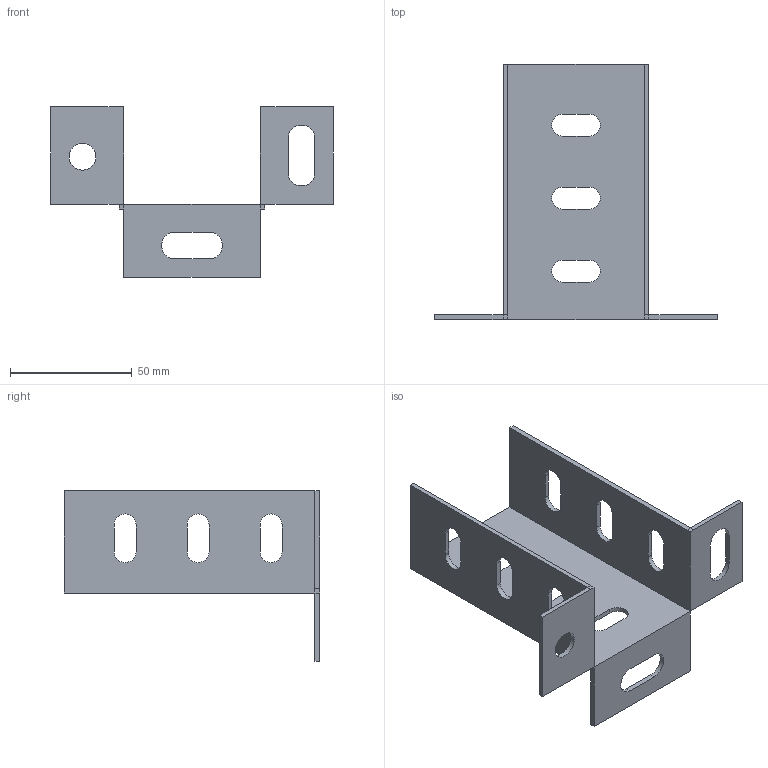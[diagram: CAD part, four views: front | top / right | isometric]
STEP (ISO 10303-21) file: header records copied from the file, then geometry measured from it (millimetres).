
FILE_DESCRIPTION (( 'STEP AP203' ), '1' );
FILE_NAME ('CLW10-SSU Êðîíøòåéí ïîòîëî÷íûé SSU.STEP', '2016-11-17T12:07:34', ( '' ), ( '' ), 'SwSTEP 2.0', 'SolidWorks 2014', '' );
FILE_SCHEMA (( 'CONFIG_CONTROL_DESIGN' ));
Length unit declared in the file: millimetre
Products named in the file (1): CLW10-SSU Êðîíøòåéí ïîòîëî÷íûé SSU
Bounding box: 116 x 105 x 70 mm (x, y, z)
Volume: 32886.7 mm3; surface area: 35443 mm2
Topology: 1 solids, 1 shells, 85 faces, 225 edges, 142 vertices
Faces by surface type: plane 60, cylinder 25
Full cylindrical faces by diameter (mm): 11 x1
Entity records: 2717 total; most frequent: CARTESIAN_POINT 452, ORIENTED_EDGE 448, DIRECTION 446, EDGE_CURVE 224, VECTOR 174, LINE 174, VERTEX_POINT 142, AXIS2_PLACEMENT_3D 136
